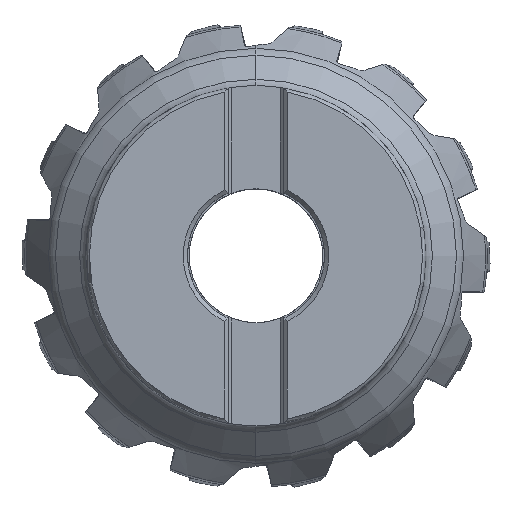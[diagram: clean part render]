
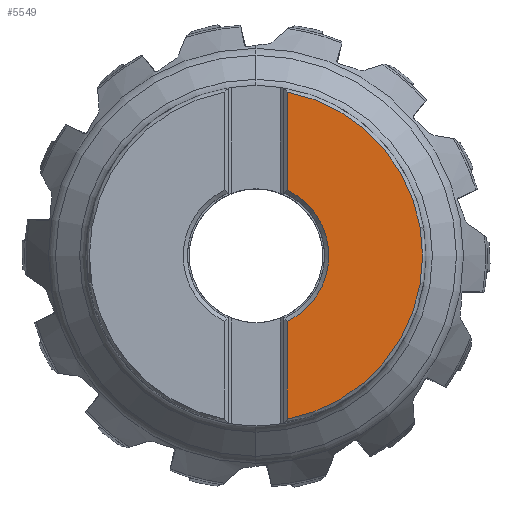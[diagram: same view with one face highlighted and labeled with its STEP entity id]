
A CAD part, top view. The second image highlights one B-rep face of the part: STEP entity #5549.
In plain terms, the highlighted planar face has unit normal (0, 0, 1).
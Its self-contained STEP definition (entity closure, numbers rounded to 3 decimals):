
#521=PLANE('',#33194);
#2213=LINE('',#53599,#3697);
#2214=LINE('',#53603,#3698);
#3697=VECTOR('',#37699,1.);
#3698=VECTOR('',#37702,1.);
#5549=ADVANCED_FACE('',(#7455),#521,.F.);
#7455=FACE_OUTER_BOUND('',#9195,.T.);
#9195=EDGE_LOOP('',(#14316,#14317,#14318,#14319,#14320));
#14316=ORIENTED_EDGE('',*,*,#26987,.F.);
#14317=ORIENTED_EDGE('',*,*,#26986,.F.);
#14318=ORIENTED_EDGE('',*,*,#26988,.T.);
#14319=ORIENTED_EDGE('',*,*,#26989,.F.);
#14320=ORIENTED_EDGE('',*,*,#26990,.T.);
#23451=VERTEX_POINT('',#53568);
#23454=VERTEX_POINT('',#53594);
#23455=VERTEX_POINT('',#53596);
#23456=VERTEX_POINT('',#53600);
#23457=VERTEX_POINT('',#53602);
#26986=EDGE_CURVE('',#23454,#23455,#30970,.T.);
#26987=EDGE_CURVE('',#23455,#23451,#30971,.T.);
#26988=EDGE_CURVE('',#23454,#23456,#2213,.T.);
#26989=EDGE_CURVE('',#23457,#23456,#30972,.T.);
#26990=EDGE_CURVE('',#23457,#23451,#2214,.T.);
#30970=CIRCLE('',#33190,47.474);
#30971=CIRCLE('',#33191,47.474);
#30972=CIRCLE('',#33193,20.75);
#33190=AXIS2_PLACEMENT_3D('',#53595,#37693,#37694);
#33191=AXIS2_PLACEMENT_3D('',#53597,#37695,#37696);
#33193=AXIS2_PLACEMENT_3D('',#53601,#37700,#37701);
#33194=AXIS2_PLACEMENT_3D('',#53604,#37703,#37704);
#37693=DIRECTION('',(0.,0.,-1.));
#37694=DIRECTION('',(0.188,0.982,0.));
#37695=DIRECTION('',(0.,0.,-1.));
#37696=DIRECTION('',(1.,-0.002,0.));
#37699=DIRECTION('',(0.,-1.,0.));
#37700=DIRECTION('',(0.,0.,1.));
#37701=DIRECTION('',(0.431,-0.902,0.));
#37702=DIRECTION('',(0.,-1.,0.));
#37703=DIRECTION('',(0.,0.,-1.));
#37704=DIRECTION('',(0.,1.,0.));
#53568=CARTESIAN_POINT('',(8.937,-46.625,0.));
#53594=CARTESIAN_POINT('',(8.937,46.625,0.));
#53595=CARTESIAN_POINT('',(0.,0.,0.));
#53596=CARTESIAN_POINT('',(47.473,-0.117,0.));
#53597=CARTESIAN_POINT('',(0.,0.,0.));
#53599=CARTESIAN_POINT('',(8.938,46.625,0.));
#53600=CARTESIAN_POINT('',(8.937,18.727,0.));
#53601=CARTESIAN_POINT('',(0.,0.,0.));
#53602=CARTESIAN_POINT('',(8.938,-18.727,0.));
#53603=CARTESIAN_POINT('',(8.938,-18.727,0.));
#53604=CARTESIAN_POINT('',(60.,48.,0.));
